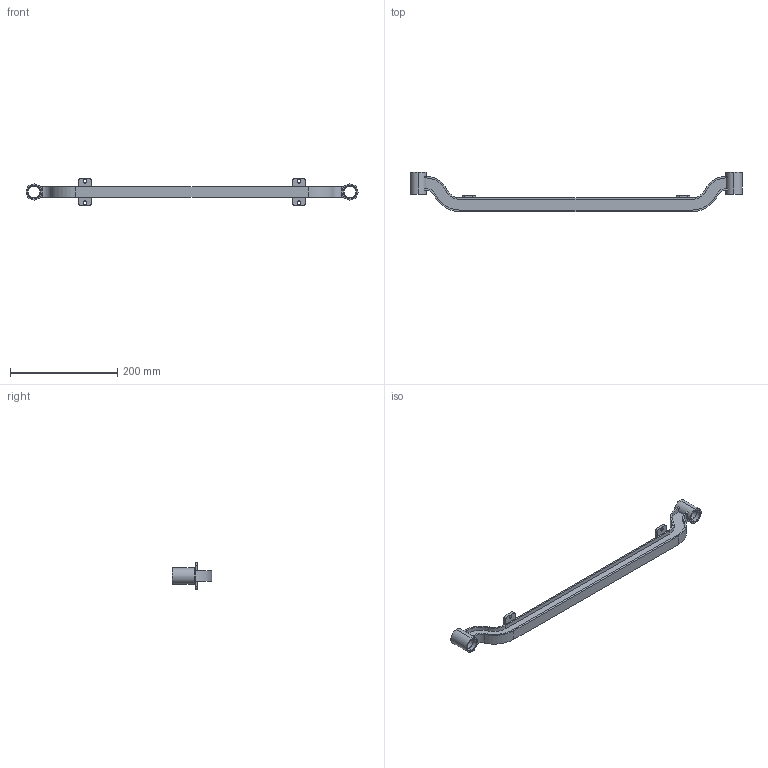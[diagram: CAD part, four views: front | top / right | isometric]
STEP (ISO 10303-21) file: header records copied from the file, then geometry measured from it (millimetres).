
FILE_DESCRIPTION (( 'STEP AP214' ), '1' );
FILE_NAME ('000043-02-001_Essieu Avant_Usinage.STEP', '2022-01-21T13:22:51', ( '' ), ( '' ), 'SwSTEP 2.0', 'SolidWorks 2014', '' );
FILE_SCHEMA (( 'AUTOMOTIVE_DESIGN' ));
Length unit declared in the file: millimetre
Products named in the file (1): 000043-02-001_Essieu Avant_Usinage
Bounding box: 620 x 73.5 x 50 mm (x, y, z)
Volume: 164465 mm3; surface area: 105732.5 mm2
Topology: 7 solids, 7 shells, 130 faces, 316 edges, 204 vertices
Faces by surface type: cylinder 66, plane 56, cone 8
Entity records: 3972 total; most frequent: DIRECTION 730, CARTESIAN_POINT 651, ORIENTED_EDGE 632, EDGE_CURVE 316, AXIS2_PLACEMENT_3D 283, VERTEX_POINT 204, VECTOR 164, LINE 164
